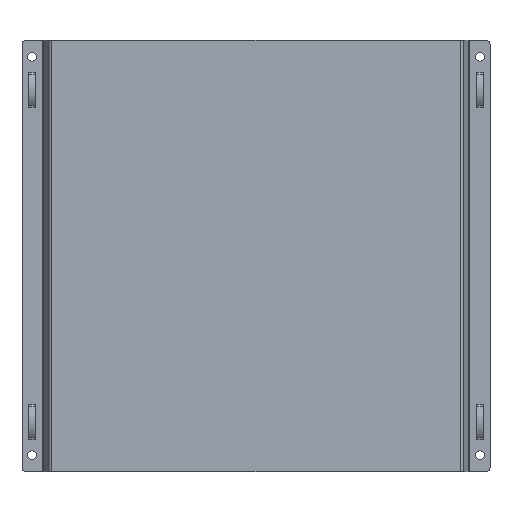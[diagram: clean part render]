
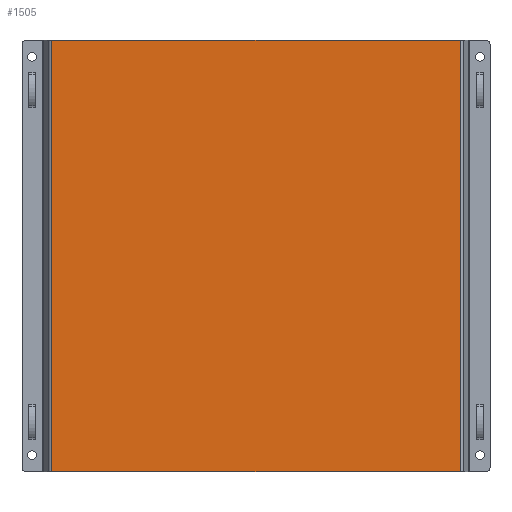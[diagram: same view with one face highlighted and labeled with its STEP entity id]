
A CAD part, front view. The second image highlights one B-rep face of the part: STEP entity #1505.
In plain terms, the highlighted planar face has unit normal (0, -1, 0).
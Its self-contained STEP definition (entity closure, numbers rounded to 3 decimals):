
#50=DIRECTION('',(0.,0.,-1.));
#51=VECTOR('',#50,260.);
#52=CARTESIAN_POINT('',(-123.059,-13.,260.));
#53=LINE('',#52,#51);
#121=DIRECTION('',(1.,0.,0.));
#122=VECTOR('',#121,246.117);
#123=CARTESIAN_POINT('',(-123.059,-13.,260.));
#124=LINE('',#123,#122);
#125=DIRECTION('',(-1.,0.,0.));
#126=VECTOR('',#125,246.117);
#127=CARTESIAN_POINT('',(123.059,-13.,0.));
#128=LINE('',#127,#126);
#616=DIRECTION('',(0.,0.,-1.));
#617=VECTOR('',#616,260.);
#618=CARTESIAN_POINT('',(123.059,-13.,260.));
#619=LINE('',#618,#617);
#1109=CARTESIAN_POINT('',(-123.059,-13.,260.));
#1110=CARTESIAN_POINT('',(123.059,-13.,260.));
#1111=VERTEX_POINT('',#1109);
#1112=VERTEX_POINT('',#1110);
#1113=CARTESIAN_POINT('',(123.059,-13.,0.));
#1114=VERTEX_POINT('',#1113);
#1115=CARTESIAN_POINT('',(-123.059,-13.,0.));
#1116=VERTEX_POINT('',#1115);
#1492=CARTESIAN_POINT('',(-124.517,-13.,0.));
#1493=DIRECTION('',(0.,-1.,0.));
#1494=DIRECTION('',(1.,0.,0.));
#1495=AXIS2_PLACEMENT_3D('',#1492,#1493,#1494);
#1496=PLANE('',#1495);
#1498=ORIENTED_EDGE('',*,*,#1497,.T.);
#1500=ORIENTED_EDGE('',*,*,#1499,.T.);
#1501=ORIENTED_EDGE('',*,*,#1482,.T.);
#1502=ORIENTED_EDGE('',*,*,#1369,.F.);
#1503=EDGE_LOOP('',(#1498,#1500,#1501,#1502));
#1504=FACE_OUTER_BOUND('',#1503,.F.);
#1505=ADVANCED_FACE('',(#1504),#1496,.T.);
#1369=EDGE_CURVE('',#1111,#1116,#53,.T.);
#1482=EDGE_CURVE('',#1114,#1116,#128,.T.);
#1497=EDGE_CURVE('',#1111,#1112,#124,.T.);
#1499=EDGE_CURVE('',#1112,#1114,#619,.T.);
